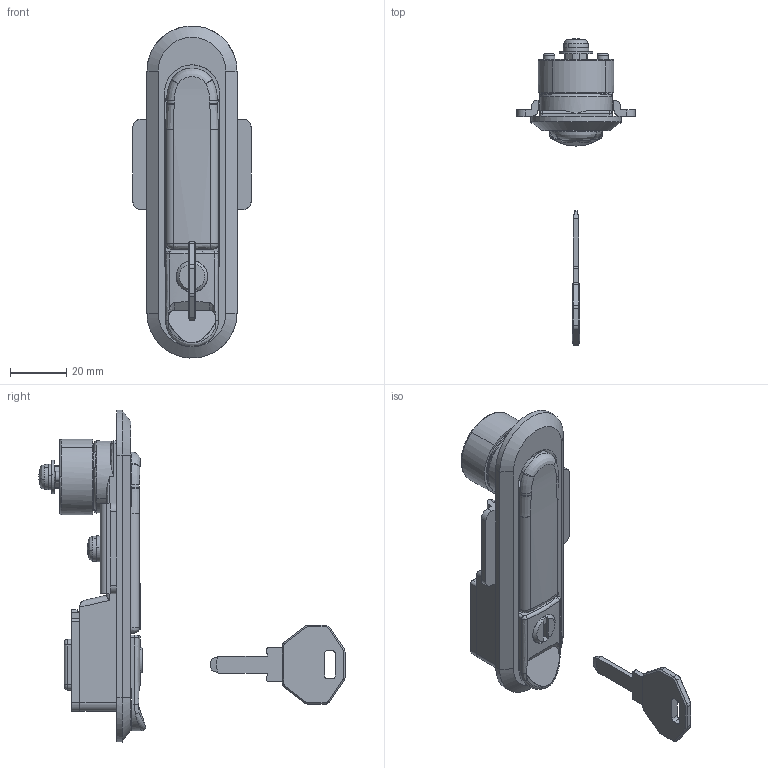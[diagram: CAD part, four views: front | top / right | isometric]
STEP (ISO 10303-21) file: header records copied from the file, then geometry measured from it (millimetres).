
FILE_DESCRIPTION((''),'2;1');
FILE_NAME('','2005-10-12T12:21:12',(''),(''),'','CADfix','');
FILE_SCHEMA(('AUTOMOTIVE_DESIGN'));
Length unit declared in the file: millimetre
Products named in the file (11): lock; shaft; screw_B; screw_A; key; handle; cover; cap; bracket; base; THA_449B_3K_2936_36
Assembly tree (10 placements, depth 2):
  THA_449B_3K_2936_36
    lock
    shaft
    screw_B
    screw_A
    key
    handle
    cover
    cap
    bracket
    base
Bounding box: 42 x 108.77 x 117.97 mm (x, y, z)
Volume: 43588.1 mm3; surface area: 32289 mm2
Topology: 10 solids, 10 shells, 566 faces, 1581 edges, 1061 vertices
Faces by surface type: bspline 566
Entity records: 20705 total; most frequent: CARTESIAN_POINT 11635, ORIENTED_EDGE 3158, EDGE_CURVE 1579, VERTEX_POINT 1061, QUASI_UNIFORM_CURVE 816, EDGE_LOOP 610, FACE_OUTER_BOUND 566, ADVANCED_FACE 566
